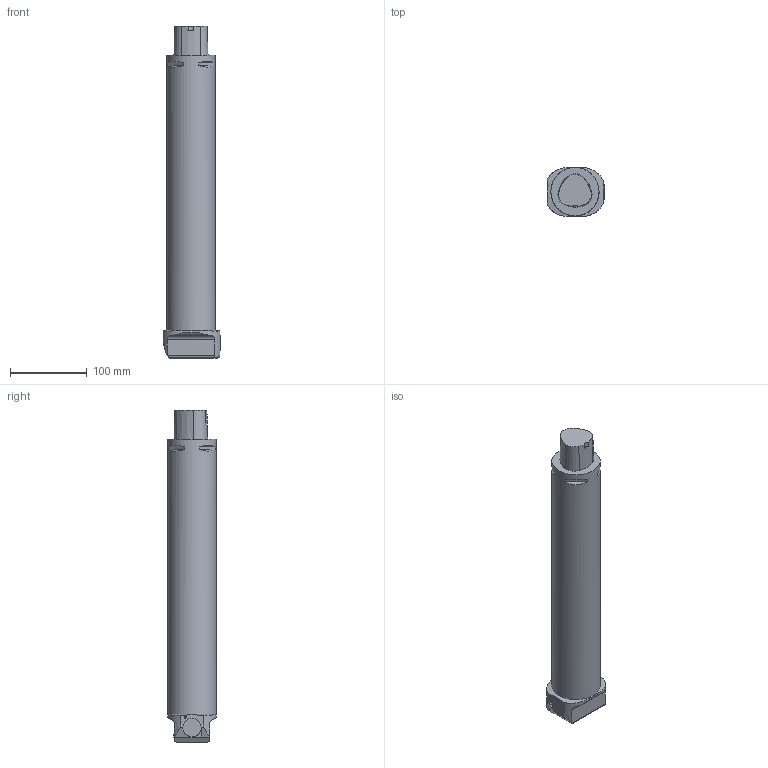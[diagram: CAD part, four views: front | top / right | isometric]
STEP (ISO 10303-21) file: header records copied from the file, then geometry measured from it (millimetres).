
FILE_DESCRIPTION(/* description */ (''),/* implementation_level */ '2;1');
FILE_NAME(/* name */ '1559126854973.stp',/* time_stamp */ '2019-05-29T12:47:37+02:00',/* author */ (''),/* organization */ ('SMS'),/* preprocessor_version */ 'ST-DEVELOPER v15',/* originating_system */ 'SIEMENS PLM Software NX 8.5',/* authorisation */ '');
FILE_SCHEMA (('AUTOMOTIVE_DESIGN { 1 0 10303 214 3 1 1 1 }'));
Length unit declared in the file: millimetre
Products named in the file (1): 202043025mod000_01
Bounding box: 75.68 x 64 x 434 mm (x, y, z)
Volume: 1295849.6 mm3; surface area: 102607.9 mm2
Topology: 2 solids, 2 shells, 314 faces, 877 edges, 582 vertices
Faces by surface type: plane 265, cylinder 27, cone 19, torus 2, sphere 1
Full cylindrical faces by diameter (mm): 2.5 x1, 4.67 x1, 4.7 x1, 8 x1, 8.018 x1, 24 x2, 63 x1
Entity records: 10204 total; most frequent: CARTESIAN_POINT 2471, ORIENTED_EDGE 1698, DIRECTION 1418, EDGE_CURVE 849, VERTEX_POINT 568, LINE 522, VECTOR 522, AXIS2_PLACEMENT_3D 448
